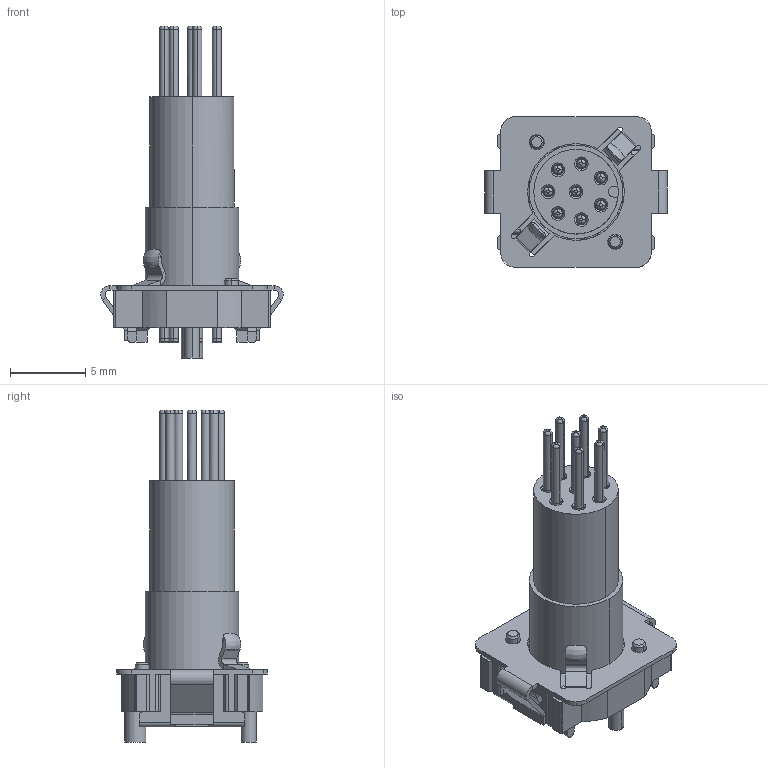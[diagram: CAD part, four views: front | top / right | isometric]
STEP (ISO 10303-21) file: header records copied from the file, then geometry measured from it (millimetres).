
FILE_DESCRIPTION(('CATIA V5 STEP Exchange','CAx-IF Rec.Pracs.--- Model Styling and Organization---1.4--- 2014-01-23'),'2;1');
FILE_NAME ('030271-3_0', '2020-07-03T16:00:26+00:00', ('none'), ('Weidmueller'), 'CATIA Version 5-6 Release 2016 SP3 HF44', 'CATIA V5 STEP AP214', 'none');
FILE_SCHEMA(('AUTOMOTIVE_DESIGN { 1 0 10303 214 1 1 1 1 }'));
Length unit declared in the file: millimetre
Products named in the file (1): 2422170000
Bounding box: 12.1 x 10 x 22 mm (x, y, z)
Volume: 589.7 mm3; surface area: 1292.9 mm2
Topology: 9 solids, 11 shells, 530 faces, 1354 edges, 846 vertices
Faces by surface type: plane 225, cylinder 219, bspline 50, cone 20, torus 16
Entity records: 19536 total; most frequent: CARTESIAN_POINT 7165, ORIENTED_EDGE 2700, DIRECTION 1955, EDGE_CURVE 1350, VERTEX_POINT 846, AXIS2_PLACEMENT_3D 787, VECTOR 698, LINE 698
